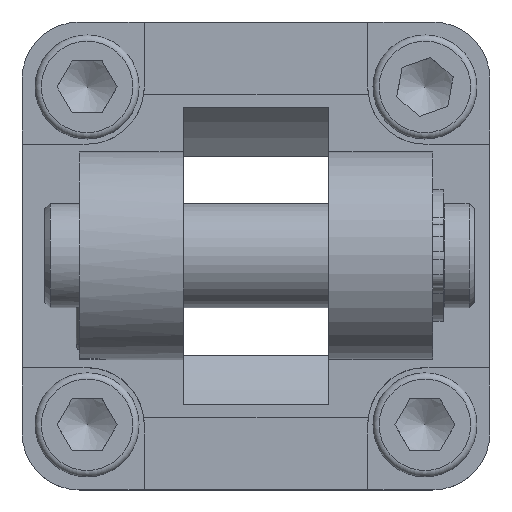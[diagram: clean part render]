
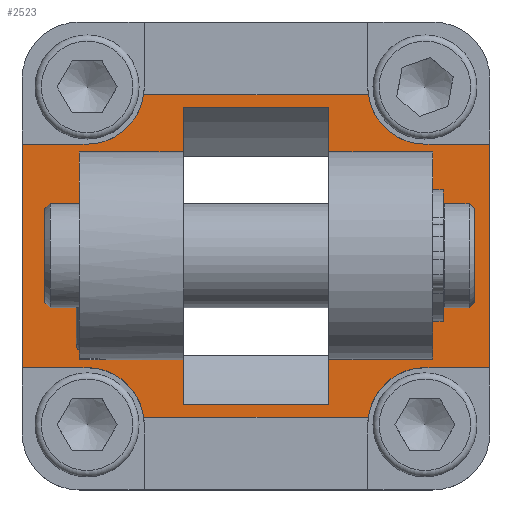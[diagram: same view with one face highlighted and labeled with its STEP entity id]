
A CAD part, top view. The second image highlights one B-rep face of the part: STEP entity #2523.
In plain terms, the highlighted planar face has unit normal (0, 0, 1).
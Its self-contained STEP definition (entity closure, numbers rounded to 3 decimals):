
#108=LINE('',#3888,#292);
#152=LINE('',#4107,#336);
#155=LINE('',#4112,#339);
#156=LINE('',#4118,#340);
#157=LINE('',#4124,#341);
#158=LINE('',#4129,#342);
#159=LINE('',#4131,#343);
#160=LINE('',#4133,#344);
#161=LINE('',#4137,#345);
#162=LINE('',#4141,#346);
#163=LINE('',#4143,#347);
#164=LINE('',#4145,#348);
#165=LINE('',#4149,#349);
#166=LINE('',#4152,#350);
#167=LINE('',#4153,#351);
#168=LINE('',#4155,#352);
#169=LINE('',#4156,#353);
#170=LINE('',#4157,#354);
#171=LINE('',#4159,#355);
#172=LINE('',#4160,#356);
#292=VECTOR('',#3145,20.);
#336=VECTOR('',#3275,10.);
#339=VECTOR('',#3280,20.);
#340=VECTOR('',#3287,14.);
#341=VECTOR('',#3294,14.);
#342=VECTOR('',#3299,6.25);
#343=VECTOR('',#3300,21.5);
#344=VECTOR('',#3301,6.25);
#345=VECTOR('',#3304,21.603);
#346=VECTOR('',#3307,6.25);
#347=VECTOR('',#3308,21.5);
#348=VECTOR('',#3309,6.25);
#349=VECTOR('',#3312,21.603);
#350=VECTOR('',#3315,4.288);
#351=VECTOR('',#3316,10.);
#352=VECTOR('',#3317,10.);
#353=VECTOR('',#3318,4.288);
#354=VECTOR('',#3319,4.288);
#355=VECTOR('',#3320,10.);
#356=VECTOR('',#3321,4.288);
#520=FACE_BOUND('',#826,.T.);
#636=FACE_OUTER_BOUND('',#825,.T.);
#825=EDGE_LOOP('',(#1944,#1945,#1946,#1947,#1948,#1949,#1950,#1951,#1952,
#1953,#1954,#1955));
#826=EDGE_LOOP('',(#1956,#1957,#1958,#1959,#1960,#1961,#1962,#1963,#1964,
#1965,#1966,#1967));
#975=CIRCLE('',#2754,5.5);
#976=CIRCLE('',#2755,5.5);
#977=CIRCLE('',#2756,5.5);
#978=CIRCLE('',#2757,5.5);
#1104=VERTEX_POINT('',#3886);
#1105=VERTEX_POINT('',#3887);
#1163=VERTEX_POINT('',#4104);
#1164=VERTEX_POINT('',#4106);
#1165=VERTEX_POINT('',#4110);
#1166=VERTEX_POINT('',#4115);
#1167=VERTEX_POINT('',#4117);
#1168=VERTEX_POINT('',#4121);
#1169=VERTEX_POINT('',#4123);
#1170=VERTEX_POINT('',#4127);
#1171=VERTEX_POINT('',#4128);
#1172=VERTEX_POINT('',#4130);
#1173=VERTEX_POINT('',#4132);
#1174=VERTEX_POINT('',#4134);
#1175=VERTEX_POINT('',#4136);
#1176=VERTEX_POINT('',#4138);
#1177=VERTEX_POINT('',#4140);
#1178=VERTEX_POINT('',#4142);
#1179=VERTEX_POINT('',#4144);
#1180=VERTEX_POINT('',#4146);
#1181=VERTEX_POINT('',#4148);
#1182=VERTEX_POINT('',#4151);
#1183=VERTEX_POINT('',#4154);
#1184=VERTEX_POINT('',#4158);
#1369=EDGE_CURVE('',#1104,#1105,#108,.T.);
#1444=EDGE_CURVE('',#1164,#1163,#152,.T.);
#1447=EDGE_CURVE('',#1163,#1165,#155,.T.);
#1450=EDGE_CURVE('',#1167,#1166,#156,.T.);
#1453=EDGE_CURVE('',#1169,#1168,#157,.T.);
#1455=EDGE_CURVE('',#1170,#1171,#158,.T.);
#1456=EDGE_CURVE('',#1172,#1171,#159,.T.);
#1457=EDGE_CURVE('',#1172,#1173,#160,.T.);
#1458=EDGE_CURVE('',#1173,#1174,#975,.T.);
#1459=EDGE_CURVE('',#1174,#1175,#161,.T.);
#1460=EDGE_CURVE('',#1175,#1176,#976,.T.);
#1461=EDGE_CURVE('',#1176,#1177,#162,.T.);
#1462=EDGE_CURVE('',#1178,#1177,#163,.T.);
#1463=EDGE_CURVE('',#1178,#1179,#164,.T.);
#1464=EDGE_CURVE('',#1179,#1180,#977,.T.);
#1465=EDGE_CURVE('',#1180,#1181,#165,.T.);
#1466=EDGE_CURVE('',#1181,#1170,#978,.T.);
#1467=EDGE_CURVE('',#1168,#1182,#166,.T.);
#1468=EDGE_CURVE('',#1182,#1104,#167,.T.);
#1469=EDGE_CURVE('',#1105,#1183,#168,.T.);
#1470=EDGE_CURVE('',#1183,#1167,#169,.T.);
#1471=EDGE_CURVE('',#1166,#1164,#170,.T.);
#1472=EDGE_CURVE('',#1165,#1184,#171,.T.);
#1473=EDGE_CURVE('',#1184,#1169,#172,.T.);
#1944=ORIENTED_EDGE('',*,*,#1455,.T.);
#1945=ORIENTED_EDGE('',*,*,#1456,.F.);
#1946=ORIENTED_EDGE('',*,*,#1457,.T.);
#1947=ORIENTED_EDGE('',*,*,#1458,.T.);
#1948=ORIENTED_EDGE('',*,*,#1459,.T.);
#1949=ORIENTED_EDGE('',*,*,#1460,.T.);
#1950=ORIENTED_EDGE('',*,*,#1461,.T.);
#1951=ORIENTED_EDGE('',*,*,#1462,.F.);
#1952=ORIENTED_EDGE('',*,*,#1463,.T.);
#1953=ORIENTED_EDGE('',*,*,#1464,.T.);
#1954=ORIENTED_EDGE('',*,*,#1465,.T.);
#1955=ORIENTED_EDGE('',*,*,#1466,.T.);
#1956=ORIENTED_EDGE('',*,*,#1467,.T.);
#1957=ORIENTED_EDGE('',*,*,#1468,.T.);
#1958=ORIENTED_EDGE('',*,*,#1369,.T.);
#1959=ORIENTED_EDGE('',*,*,#1469,.T.);
#1960=ORIENTED_EDGE('',*,*,#1470,.T.);
#1961=ORIENTED_EDGE('',*,*,#1450,.T.);
#1962=ORIENTED_EDGE('',*,*,#1471,.T.);
#1963=ORIENTED_EDGE('',*,*,#1444,.T.);
#1964=ORIENTED_EDGE('',*,*,#1447,.T.);
#1965=ORIENTED_EDGE('',*,*,#1472,.T.);
#1966=ORIENTED_EDGE('',*,*,#1473,.T.);
#1967=ORIENTED_EDGE('',*,*,#1453,.T.);
#2247=PLANE('',#2753);
#2523=ADVANCED_FACE('',(#636,#520),#2247,.T.);
#2753=AXIS2_PLACEMENT_3D('',#4126,#3297,#3298);
#2754=AXIS2_PLACEMENT_3D('',#4135,#3302,#3303);
#2755=AXIS2_PLACEMENT_3D('',#4139,#3305,#3306);
#2756=AXIS2_PLACEMENT_3D('',#4147,#3310,#3311);
#2757=AXIS2_PLACEMENT_3D('',#4150,#3313,#3314);
#3145=DIRECTION('',(0.,-1.,0.));
#3275=DIRECTION('',(-1.,0.,0.));
#3280=DIRECTION('',(0.,1.,0.));
#3287=DIRECTION('',(-1.,0.,0.));
#3294=DIRECTION('',(1.,0.,0.));
#3297=DIRECTION('center_axis',(0.,0.,
1.));
#3298=DIRECTION('ref_axis',(0.,1.,0.));
#3299=DIRECTION('',(-1.,0.,0.));
#3300=DIRECTION('',(0.,1.,0.));
#3301=DIRECTION('',(1.,0.,0.));
#3302=DIRECTION('center_axis',(0.,0.,
-1.));
#3303=DIRECTION('ref_axis',(1.,0.,0.));
#3304=DIRECTION('',(1.,0.,0.));
#3305=DIRECTION('center_axis',(0.,0.,
-1.));
#3306=DIRECTION('ref_axis',(0.,1.,0.));
#3307=DIRECTION('',(1.,0.,0.));
#3308=DIRECTION('',(0.,-1.,0.));
#3309=DIRECTION('',(-1.,0.,0.));
#3310=DIRECTION('center_axis',(0.,0.,
-1.));
#3311=DIRECTION('ref_axis',(-1.,0.,0.));
#3312=DIRECTION('',(-1.,0.,0.));
#3313=DIRECTION('center_axis',(0.,0.,
-1.));
#3314=DIRECTION('ref_axis',(0.,-1.,0.));
#3315=DIRECTION('',(0.,-1.,0.));
#3316=DIRECTION('',(1.,0.,0.));
#3317=DIRECTION('',(-1.,0.,0.));
#3318=DIRECTION('',(0.,-1.,0.));
#3319=DIRECTION('',(0.,1.,0.));
#3320=DIRECTION('',(1.,0.,0.));
#3321=DIRECTION('',(0.,1.,0.));
#3886=CARTESIAN_POINT('',(17.,10.,10.));
#3887=CARTESIAN_POINT('',(17.,-10.,10.));
#3888=CARTESIAN_POINT('',(17.,0.,10.));
#4104=CARTESIAN_POINT('',(-17.,-10.,10.));
#4106=CARTESIAN_POINT('',(-7.,-10.,10.));
#4107=CARTESIAN_POINT('',(-8.5,-10.,10.));
#4110=CARTESIAN_POINT('',(-17.,10.,10.));
#4112=CARTESIAN_POINT('',(-17.,0.,10.));
#4115=CARTESIAN_POINT('',(-7.,-14.288,10.));
#4117=CARTESIAN_POINT('',(7.,-14.288,10.));
#4118=CARTESIAN_POINT('',(7.,-14.288,10.));
#4121=CARTESIAN_POINT('',(7.,14.288,10.));
#4123=CARTESIAN_POINT('',(-7.,14.288,10.));
#4124=CARTESIAN_POINT('',(7.,14.288,10.));
#4126=CARTESIAN_POINT('Origin',(0.,0.,
10.));
#4127=CARTESIAN_POINT('',(-16.25,10.75,10.));
#4128=CARTESIAN_POINT('',(-22.5,10.75,10.));
#4129=CARTESIAN_POINT('',(-11.25,10.75,10.));
#4130=CARTESIAN_POINT('',(-22.5,-10.75,10.));
#4131=CARTESIAN_POINT('',(-22.5,17.,10.));
#4132=CARTESIAN_POINT('',(-16.25,-10.75,10.));
#4133=CARTESIAN_POINT('',(-8.125,-10.75,10.));
#4134=CARTESIAN_POINT('',(-10.801,-15.5,10.));
#4135=CARTESIAN_POINT('Origin',(-16.25,-16.25,10.));
#4136=CARTESIAN_POINT('',(10.801,-15.5,10.));
#4137=CARTESIAN_POINT('',(11.25,-15.5,10.));
#4138=CARTESIAN_POINT('',(16.25,-10.75,10.));
#4139=CARTESIAN_POINT('Origin',(16.25,-16.25,10.));
#4140=CARTESIAN_POINT('',(22.5,-10.75,10.));
#4141=CARTESIAN_POINT('',(11.25,-10.75,10.));
#4142=CARTESIAN_POINT('',(22.5,10.75,10.));
#4143=CARTESIAN_POINT('',(22.5,-17.,10.));
#4144=CARTESIAN_POINT('',(16.25,10.75,10.));
#4145=CARTESIAN_POINT('',(8.125,10.75,10.));
#4146=CARTESIAN_POINT('',(10.801,15.5,10.));
#4147=CARTESIAN_POINT('Origin',(16.25,16.25,10.));
#4148=CARTESIAN_POINT('',(-10.801,15.5,10.));
#4149=CARTESIAN_POINT('',(-11.25,15.5,10.));
#4150=CARTESIAN_POINT('Origin',(-16.25,16.25,10.));
#4151=CARTESIAN_POINT('',(7.,10.,10.));
#4152=CARTESIAN_POINT('',(7.,0.,10.));
#4153=CARTESIAN_POINT('',(8.5,10.,10.));
#4154=CARTESIAN_POINT('',(7.,-10.,10.));
#4155=CARTESIAN_POINT('',(8.5,-10.,10.));
#4156=CARTESIAN_POINT('',(7.,0.,10.));
#4157=CARTESIAN_POINT('',(-7.,0.,10.));
#4158=CARTESIAN_POINT('',(-7.,10.,10.));
#4159=CARTESIAN_POINT('',(-8.5,10.,10.));
#4160=CARTESIAN_POINT('',(-7.,0.,10.));
